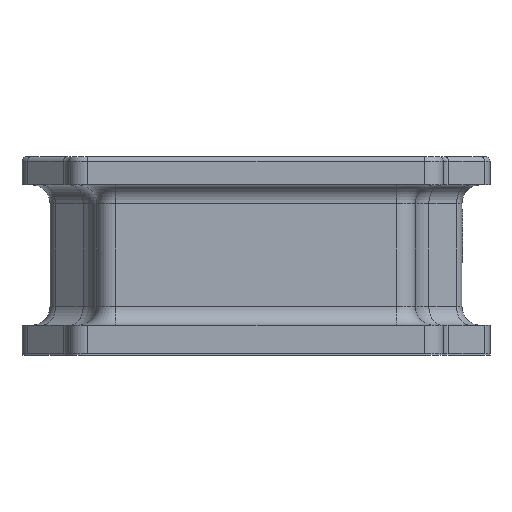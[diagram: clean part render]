
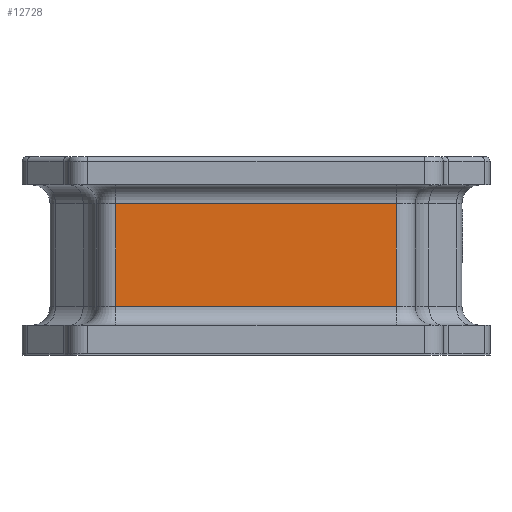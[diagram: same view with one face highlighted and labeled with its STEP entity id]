
A CAD part, left-side view. The second image highlights one B-rep face of the part: STEP entity #12728.
In plain terms, the highlighted planar face has unit normal (-1, 0, 0).
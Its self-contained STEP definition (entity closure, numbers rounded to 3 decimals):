
#370 = VECTOR ( 'NONE', #6577, 1000. ) ;
#1063 = EDGE_CURVE ( 'NONE', #10324, #11279, #10466, .T. ) ;
#2239 = VERTEX_POINT ( 'NONE', #7868 ) ;
#3633 = LINE ( 'NONE', #10574, #11399 ) ;
#3934 = ORIENTED_EDGE ( 'NONE', *, *, #6674, .T. ) ;
#4093 = CARTESIAN_POINT ( 'NONE',  ( -2.2, 1.7, 1.8 ) ) ;
#5157 = VERTEX_POINT ( 'NONE', #14610 ) ;
#5635 = FACE_OUTER_BOUND ( 'NONE', #7088, .T. ) ;
#6143 = CARTESIAN_POINT ( 'NONE',  ( -2.2, 1.7, 0.5 ) ) ;
#6577 = DIRECTION ( 'NONE',  ( 0., 0., -1. ) ) ;
#6674 = EDGE_CURVE ( 'NONE', #2239, #5157, #17198, .T. ) ;
#6921 = DIRECTION ( 'NONE',  ( 0., 1., 0. ) ) ;
#7084 = DIRECTION ( 'NONE',  ( 0., 0., -1. ) ) ;
#7088 = EDGE_LOOP ( 'NONE', ( #3934, #12424, #11129, #12660 ) ) ;
#7557 = AXIS2_PLACEMENT_3D ( 'NONE', #4093, #14472, #7084 ) ;
#7868 = CARTESIAN_POINT ( 'NONE',  ( -2.2, -1.5, 1.6 ) ) ;
#8438 = PLANE ( 'NONE',  #7557 ) ;
#10324 = VERTEX_POINT ( 'NONE', #12167 ) ;
#10466 = LINE ( 'NONE', #6143, #11954 ) ;
#10574 = CARTESIAN_POINT ( 'NONE',  ( -2.2, -1.5, 1.8 ) ) ;
#11129 = ORIENTED_EDGE ( 'NONE', *, *, #1063, .T. ) ;
#11279 = VERTEX_POINT ( 'NONE', #18753 ) ;
#11399 = VECTOR ( 'NONE', #12470, 1000. ) ;
#11903 = DIRECTION ( 'NONE',  ( 0., -1., 0. ) ) ;
#11954 = VECTOR ( 'NONE', #11903, 1000. ) ;
#12167 = CARTESIAN_POINT ( 'NONE',  ( -2.2, 1.5, 0.5 ) ) ;
#12424 = ORIENTED_EDGE ( 'NONE', *, *, #14877, .T. ) ;
#12470 = DIRECTION ( 'NONE',  ( 0., 0., 1. ) ) ;
#12660 = ORIENTED_EDGE ( 'NONE', *, *, #15007, .T. ) ;
#12728 = ADVANCED_FACE ( 'NONE', ( #5635 ), #8438, .F. ) ;
#13532 = VECTOR ( 'NONE', #6921, 1000. ) ;
#14407 = CARTESIAN_POINT ( 'NONE',  ( -2.2, 1.7, 1.6 ) ) ;
#14472 = DIRECTION ( 'NONE',  ( 1., 0., 0. ) ) ;
#14610 = CARTESIAN_POINT ( 'NONE',  ( -2.2, 1.5, 1.6 ) ) ;
#14877 = EDGE_CURVE ( 'NONE', #5157, #10324, #15762, .T. ) ;
#15007 = EDGE_CURVE ( 'NONE', #11279, #2239, #3633, .T. ) ;
#15762 = LINE ( 'NONE', #18580, #370 ) ;
#17198 = LINE ( 'NONE', #14407, #13532 ) ;
#18580 = CARTESIAN_POINT ( 'NONE',  ( -2.2, 1.5, 1.8 ) ) ;
#18753 = CARTESIAN_POINT ( 'NONE',  ( -2.2, -1.5, 0.5 ) ) ;
